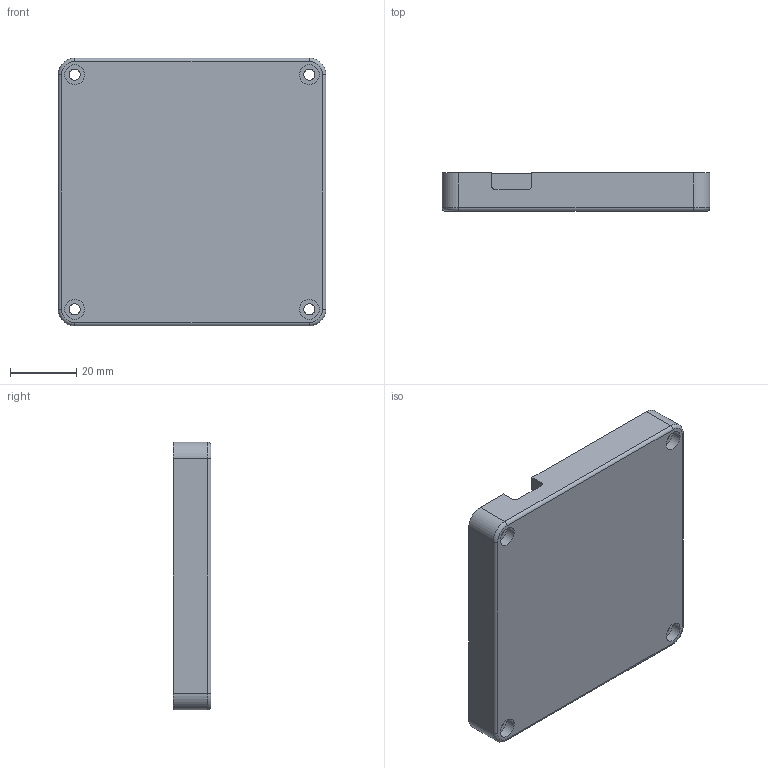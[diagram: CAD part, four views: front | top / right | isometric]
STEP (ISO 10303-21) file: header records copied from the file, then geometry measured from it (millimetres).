
FILE_DESCRIPTION(/* description */ (''),/* implementation_level */ '2;1');
FILE_NAME(/* name */ 'Hackclub.step',/* time_stamp */ '2025-12-09T10:06:03+05:00',/* author */ (''),/* organization */ (''),/* preprocessor_version */ 'ST-DEVELOPER v20.1',/* originating_system */ 'Autodesk Translation Framework v14.21.0.0',/* authorisation */ '');
FILE_SCHEMA (('AUTOMOTIVE_DESIGN { 1 0 10303 214 3 1 1 }'));
Length unit declared in the file: millimetre
Products named in the file (1): 2025-12-09-09-36-00-430
Bounding box: 81.1 x 11.5 x 81.1 mm (x, y, z)
Volume: 42332.5 mm3; surface area: 19175.6 mm2
Topology: 1 solids, 1 shells, 40 faces, 94 edges, 60 vertices
Faces by surface type: cylinder 18, plane 18, torus 4
Full cylindrical faces by diameter (mm): 3.4 x4, 6 x4
Entity records: 1203 total; most frequent: DIRECTION 216, CARTESIAN_POINT 195, ORIENTED_EDGE 188, EDGE_CURVE 94, AXIS2_PLACEMENT_3D 81, VERTEX_POINT 60, LINE 54, VECTOR 54
